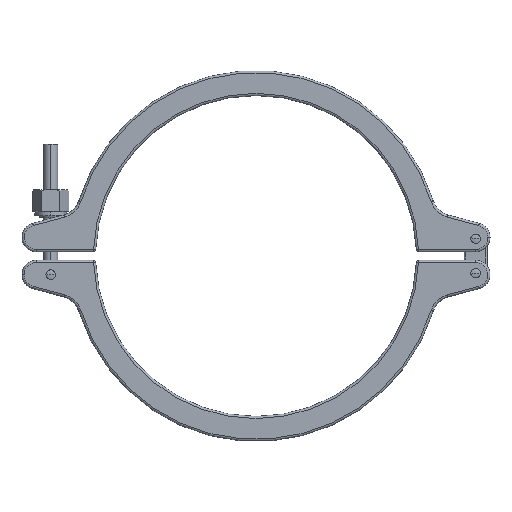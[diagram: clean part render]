
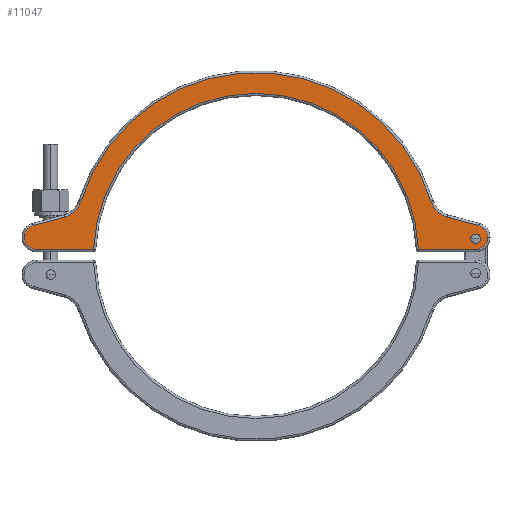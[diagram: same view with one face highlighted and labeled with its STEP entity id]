
A CAD part, top view. The second image highlights one B-rep face of the part: STEP entity #11047.
In plain terms, the highlighted planar face has unit normal (0, 0, 1).
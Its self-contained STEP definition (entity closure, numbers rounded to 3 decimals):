
#257 = AXIS2_PLACEMENT_3D ( 'NONE', #11712, #12718, #3702 ) ;
#538 = CIRCLE ( 'NONE', #10072, 127.75 ) ;
#652 = ORIENTED_EDGE ( 'NONE', *, *, #2962, .T. ) ;
#671 = EDGE_CURVE ( 'NONE', #1045, #14203, #5098, .T. ) ;
#821 = VERTEX_POINT ( 'NONE', #5469 ) ;
#1045 = VERTEX_POINT ( 'NONE', #7626 ) ;
#1200 = CARTESIAN_POINT ( 'NONE',  ( 0., 0., 12. ) ) ;
#1265 = CARTESIAN_POINT ( 'NONE',  ( -153., 13., 12. ) ) ;
#1515 = CARTESIAN_POINT ( 'NONE',  ( -121.947, 38.066, 12. ) ) ;
#1542 = DIRECTION ( 'NONE',  ( -0.966, 0.259, 0. ) ) ;
#1752 = DIRECTION ( 'NONE',  ( 1., 0., 0. ) ) ;
#2036 = CARTESIAN_POINT ( 'NONE',  ( -111.71, 4.5, 12. ) ) ;
#2220 = ORIENTED_EDGE ( 'NONE', *, *, #3606, .F. ) ;
#2258 = PLANE ( 'NONE',  #3486 ) ;
#2420 = CARTESIAN_POINT ( 'NONE',  ( -113.161, 4.5, 12. ) ) ;
#2628 = EDGE_CURVE ( 'NONE', #9653, #4942, #8456, .T. ) ;
#2679 = CARTESIAN_POINT ( 'NONE',  ( 0., 0., 12. ) ) ;
#2710 = LINE ( 'NONE', #10732, #5293 ) ;
#2904 = ORIENTED_EDGE ( 'NONE', *, *, #6947, .T. ) ;
#2956 = CARTESIAN_POINT ( 'NONE',  ( -155.2, 21.21, 12. ) ) ;
#2962 = EDGE_CURVE ( 'NONE', #3793, #10138, #538, .T. ) ;
#3095 = CARTESIAN_POINT ( 'NONE',  ( 161.5, 13., 12. ) ) ;
#3100 = AXIS2_PLACEMENT_3D ( 'NONE', #1200, #9189, #12334 ) ;
#3191 = AXIS2_PLACEMENT_3D ( 'NONE', #9792, #14237, #12191 ) ;
#3232 = VECTOR ( 'NONE', #4232, 1000. ) ;
#3273 = AXIS2_PLACEMENT_3D ( 'NONE', #3325, #6821, #13364 ) ;
#3325 = CARTESIAN_POINT ( 'NONE',  ( 137.697, 42.982, 12. ) ) ;
#3471 = VECTOR ( 'NONE', #1752, 1000. ) ;
#3486 = AXIS2_PLACEMENT_3D ( 'NONE', #10273, #12306, #10197 ) ;
#3594 = DIRECTION ( 'NONE',  ( 0., 0., 1. ) ) ;
#3606 = EDGE_CURVE ( 'NONE', #13317, #3928, #4917, .T. ) ;
#3702 = DIRECTION ( 'NONE',  ( 1., 0., 0. ) ) ;
#3793 = VERTEX_POINT ( 'NONE', #9913 ) ;
#3804 = CARTESIAN_POINT ( 'NONE',  ( 155.2, 21.21, 12. ) ) ;
#3928 = VERTEX_POINT ( 'NONE', #8021 ) ;
#4122 = CARTESIAN_POINT ( 'NONE',  ( -153., 4.5, 12. ) ) ;
#4207 = EDGE_CURVE ( 'NONE', #5784, #9653, #7513, .T. ) ;
#4232 = DIRECTION ( 'NONE',  ( 1., 0., 0. ) ) ;
#4328 = ORIENTED_EDGE ( 'NONE', *, *, #9170, .T. ) ;
#4696 = DIRECTION ( 'NONE',  ( 1., 0., 0. ) ) ;
#4736 = DIRECTION ( 'NONE',  ( 0., 0., 1. ) ) ;
#4825 = EDGE_LOOP ( 'NONE', ( #9396, #11511, #4328, #12253, #2904, #5915, #10415, #652, #6612, #8031, #11575 ) ) ;
#4917 = CIRCLE ( 'NONE', #257, 3.3 ) ;
#4942 = VERTEX_POINT ( 'NONE', #10084 ) ;
#5098 = CIRCLE ( 'NONE', #9260, 8.5 ) ;
#5293 = VECTOR ( 'NONE', #1542, 1000. ) ;
#5469 = CARTESIAN_POINT ( 'NONE',  ( 133.427, 27.044, 12. ) ) ;
#5512 = CIRCLE ( 'NONE', #3191, 8.5 ) ;
#5580 = DIRECTION ( 'NONE',  ( 0., 0., -1. ) ) ;
#5784 = VERTEX_POINT ( 'NONE', #4122 ) ;
#5838 = CARTESIAN_POINT ( 'NONE',  ( -155.2, 21.21, 12. ) ) ;
#5915 = ORIENTED_EDGE ( 'NONE', *, *, #7089, .T. ) ;
#6612 = ORIENTED_EDGE ( 'NONE', *, *, #7758, .T. ) ;
#6767 = ORIENTED_EDGE ( 'NONE', *, *, #10064, .F. ) ;
#6821 = DIRECTION ( 'NONE',  ( 0., 0., -1. ) ) ;
#6947 = EDGE_CURVE ( 'NONE', #14203, #9100, #5512, .T. ) ;
#7010 = DIRECTION ( 'NONE',  ( 1., 0., 0. ) ) ;
#7066 = DIRECTION ( 'NONE',  ( 1., 0., 0. ) ) ;
#7077 = CARTESIAN_POINT ( 'NONE',  ( 153., 13., 12. ) ) ;
#7089 = EDGE_CURVE ( 'NONE', #9100, #821, #2710, .T. ) ;
#7513 = LINE ( 'NONE', #2036, #3232 ) ;
#7626 = CARTESIAN_POINT ( 'NONE',  ( 153., 4.5, 12. ) ) ;
#7691 = CARTESIAN_POINT ( 'NONE',  ( -137.697, 42.982, 12. ) ) ;
#7758 = EDGE_CURVE ( 'NONE', #10138, #11755, #8093, .T. ) ;
#7949 = DIRECTION ( 'NONE',  ( 0., 0., 1. ) ) ;
#7980 = CARTESIAN_POINT ( 'NONE',  ( -133.427, 27.044, 12. ) ) ;
#8015 = FACE_BOUND ( 'NONE', #10492, .T. ) ;
#8021 = CARTESIAN_POINT ( 'NONE',  ( 156.3, 12., 12. ) ) ;
#8031 = ORIENTED_EDGE ( 'NONE', *, *, #11719, .T. ) ;
#8093 = CIRCLE ( 'NONE', #12269, 16.5 ) ;
#8207 = CIRCLE ( 'NONE', #9832, 8.5 ) ;
#8456 = CIRCLE ( 'NONE', #3100, 113.25 ) ;
#8493 = LINE ( 'NONE', #2956, #11160 ) ;
#8527 = CARTESIAN_POINT ( 'NONE',  ( 153., 4.5, 12. ) ) ;
#8950 = FACE_OUTER_BOUND ( 'NONE', #4825, .T. ) ;
#9100 = VERTEX_POINT ( 'NONE', #3804 ) ;
#9170 = EDGE_CURVE ( 'NONE', #4942, #1045, #11664, .T. ) ;
#9189 = DIRECTION ( 'NONE',  ( 0., 0., -1. ) ) ;
#9260 = AXIS2_PLACEMENT_3D ( 'NONE', #7077, #7949, #7010 ) ;
#9396 = ORIENTED_EDGE ( 'NONE', *, *, #4207, .T. ) ;
#9584 = DIRECTION ( 'NONE',  ( -0.966, -0.259, 0. ) ) ;
#9653 = VERTEX_POINT ( 'NONE', #2420 ) ;
#9792 = CARTESIAN_POINT ( 'NONE',  ( 153., 13., 12. ) ) ;
#9832 = AXIS2_PLACEMENT_3D ( 'NONE', #1265, #3594, #4696 ) ;
#9913 = CARTESIAN_POINT ( 'NONE',  ( 121.947, 38.066, 12. ) ) ;
#10064 = EDGE_CURVE ( 'NONE', #3928, #13317, #10936, .T. ) ;
#10072 = AXIS2_PLACEMENT_3D ( 'NONE', #2679, #4736, #7066 ) ;
#10084 = CARTESIAN_POINT ( 'NONE',  ( 113.161, 4.5, 12. ) ) ;
#10119 = CARTESIAN_POINT ( 'NONE',  ( 153., 12., 12. ) ) ;
#10138 = VERTEX_POINT ( 'NONE', #1515 ) ;
#10197 = DIRECTION ( 'NONE',  ( 1., 0., 0. ) ) ;
#10273 = CARTESIAN_POINT ( 'NONE',  ( 0., 0., 12. ) ) ;
#10415 = ORIENTED_EDGE ( 'NONE', *, *, #11758, .T. ) ;
#10469 = AXIS2_PLACEMENT_3D ( 'NONE', #10119, #11068, #11143 ) ;
#10492 = EDGE_LOOP ( 'NONE', ( #2220, #6767 ) ) ;
#10732 = CARTESIAN_POINT ( 'NONE',  ( 133.427, 27.044, 12. ) ) ;
#10885 = DIRECTION ( 'NONE',  ( 1., 0., 0. ) ) ;
#10936 = CIRCLE ( 'NONE', #10469, 3.3 ) ;
#11047 = ADVANCED_FACE ( 'NONE', ( #8950, #8015 ), #2258, .T. ) ;
#11068 = DIRECTION ( 'NONE',  ( 0., 0., 1. ) ) ;
#11088 = VERTEX_POINT ( 'NONE', #5838 ) ;
#11143 = DIRECTION ( 'NONE',  ( 1., 0., 0. ) ) ;
#11160 = VECTOR ( 'NONE', #9584, 1000. ) ;
#11511 = ORIENTED_EDGE ( 'NONE', *, *, #2628, .T. ) ;
#11575 = ORIENTED_EDGE ( 'NONE', *, *, #14304, .T. ) ;
#11664 = LINE ( 'NONE', #8527, #3471 ) ;
#11712 = CARTESIAN_POINT ( 'NONE',  ( 153., 12., 12. ) ) ;
#11719 = EDGE_CURVE ( 'NONE', #11755, #11088, #8493, .T. ) ;
#11755 = VERTEX_POINT ( 'NONE', #7980 ) ;
#11758 = EDGE_CURVE ( 'NONE', #821, #3793, #14205, .T. ) ;
#12042 = CARTESIAN_POINT ( 'NONE',  ( 149.7, 12., 12. ) ) ;
#12191 = DIRECTION ( 'NONE',  ( 1., 0., 0. ) ) ;
#12253 = ORIENTED_EDGE ( 'NONE', *, *, #671, .T. ) ;
#12269 = AXIS2_PLACEMENT_3D ( 'NONE', #7691, #5580, #10885 ) ;
#12306 = DIRECTION ( 'NONE',  ( 0., 0., 1. ) ) ;
#12334 = DIRECTION ( 'NONE',  ( 1., 0., 0. ) ) ;
#12718 = DIRECTION ( 'NONE',  ( 0., 0., 1. ) ) ;
#13317 = VERTEX_POINT ( 'NONE', #12042 ) ;
#13364 = DIRECTION ( 'NONE',  ( 1., 0., 0. ) ) ;
#14203 = VERTEX_POINT ( 'NONE', #3095 ) ;
#14205 = CIRCLE ( 'NONE', #3273, 16.5 ) ;
#14237 = DIRECTION ( 'NONE',  ( 0., 0., 1. ) ) ;
#14304 = EDGE_CURVE ( 'NONE', #11088, #5784, #8207, .T. ) ;
